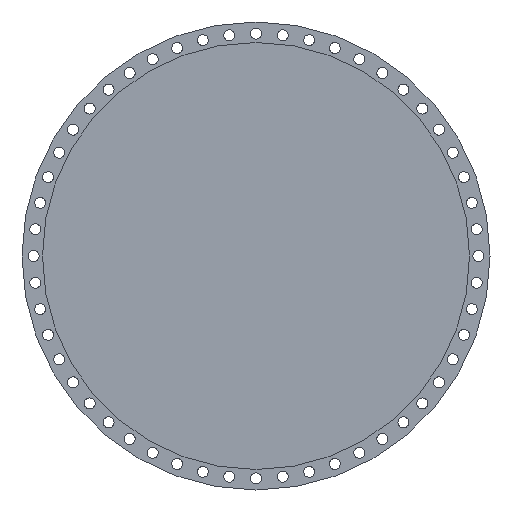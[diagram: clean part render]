
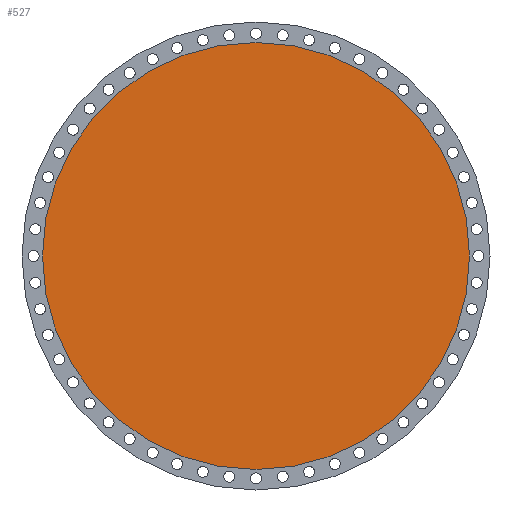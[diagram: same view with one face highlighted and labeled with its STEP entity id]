
A CAD part, left-side view. The second image highlights one B-rep face of the part: STEP entity #527.
In plain terms, the highlighted planar face has unit normal (-1, 0, 0).
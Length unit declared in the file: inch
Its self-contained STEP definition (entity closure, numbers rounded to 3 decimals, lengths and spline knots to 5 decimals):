
#201 = DIRECTION ( 'NONE',  ( 0., 0., 1. ) ) ;
#284 = DIRECTION ( 'NONE',  ( -1., 0., 0. ) ) ;
#294 = ORIENTED_EDGE ( 'NONE', *, *, #428, .T. ) ;
#428 = EDGE_CURVE ( 'NONE', #829, #1153, #589, .T. ) ;
#527 = ADVANCED_FACE ( 'NONE', ( #3513 ), #2583, .T. ) ;
#589 = CIRCLE ( 'NONE', #2516, 36.5 ) ;
#695 = DIRECTION ( 'NONE',  ( 0., 0., 1. ) ) ;
#758 = EDGE_CURVE ( 'NONE', #1153, #829, #797, .T. ) ;
#797 = CIRCLE ( 'NONE', #2852, 36.5 ) ;
#829 = VERTEX_POINT ( 'NONE', #2734 ) ;
#1111 = CARTESIAN_POINT ( 'NONE',  ( 0., 0., 0. ) ) ;
#1153 = VERTEX_POINT ( 'NONE', #2037 ) ;
#1189 = AXIS2_PLACEMENT_3D ( 'NONE', #2820, #1588, #695 ) ;
#1588 = DIRECTION ( 'NONE',  ( -1., 0., 0. ) ) ;
#2037 = CARTESIAN_POINT ( 'NONE',  ( 0., 0., -36.5 ) ) ;
#2134 = CARTESIAN_POINT ( 'NONE',  ( 0., 0., 0. ) ) ;
#2378 = DIRECTION ( 'NONE',  ( 0., 0., 1. ) ) ;
#2516 = AXIS2_PLACEMENT_3D ( 'NONE', #2134, #284, #201 ) ;
#2583 = PLANE ( 'NONE',  #1189 ) ;
#2734 = CARTESIAN_POINT ( 'NONE',  ( 0., 0., 36.5 ) ) ;
#2820 = CARTESIAN_POINT ( 'NONE',  ( 0., 0., 0. ) ) ;
#2852 = AXIS2_PLACEMENT_3D ( 'NONE', #1111, #3600, #2378 ) ;
#3206 = EDGE_LOOP ( 'NONE', ( #294, #3454 ) ) ;
#3454 = ORIENTED_EDGE ( 'NONE', *, *, #758, .T. ) ;
#3513 = FACE_OUTER_BOUND ( 'NONE', #3206, .T. ) ;
#3600 = DIRECTION ( 'NONE',  ( -1., 0., 0. ) ) ;
